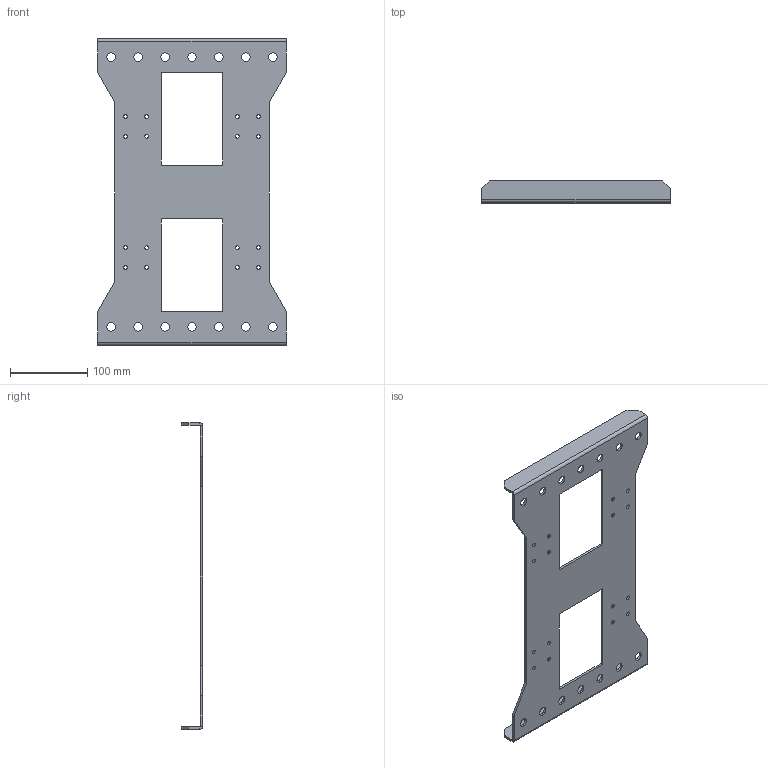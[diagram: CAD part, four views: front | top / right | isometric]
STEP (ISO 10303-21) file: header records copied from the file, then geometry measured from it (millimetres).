
FILE_DESCRIPTION (( 'STEP AP203' ), '1' );
FILE_NAME ('base eje Y rediseñado.STEP', '2019-02-01T01:30:36', ( '' ), ( '' ), 'SwSTEP 2.0', 'SolidWorks 2018', '' );
FILE_SCHEMA (( 'CONFIG_CONTROL_DESIGN' ));
Length unit declared in the file: millimetre
Products named in the file (1): base eje Y rediseñado
Bounding box: 245 x 28 x 397.47 mm (x, y, z)
Volume: 227758.9 mm3; surface area: 160590 mm2
Topology: 1 solids, 1 shells, 102 faces, 284 edges, 184 vertices
Faces by surface type: cylinder 64, plane 38
Entity records: 3513 total; most frequent: DIRECTION 618, CARTESIAN_POINT 571, ORIENTED_EDGE 568, EDGE_CURVE 284, AXIS2_PLACEMENT_3D 231, VERTEX_POINT 184, EDGE_LOOP 166, VECTOR 156
